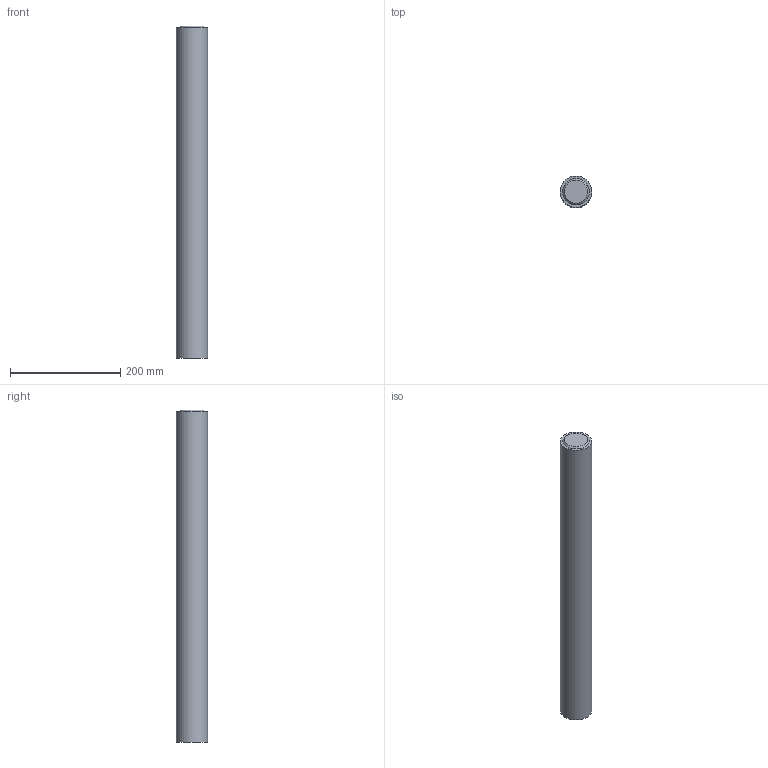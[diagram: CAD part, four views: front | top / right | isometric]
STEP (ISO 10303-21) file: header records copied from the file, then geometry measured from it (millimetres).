
FILE_DESCRIPTION(/* description */ ('This is a sample STEP configuration'),/* implementation_level */ '2;1');
FILE_NAME(/* name */ '192-20903xxxxxxxx SIMPLE.ipt_Rev_00.1.stp',/* time_stamp */ '2023-04-26T13:59:38+02:00',/* author */ ('powerJobs'),/* organization */ ('coolOrange'),/* preprocessor_version */ 'ST-DEVELOPER v19.2',/* originating_system */ 'Autodesk Inventor 2023',/* authorisation */ '');
FILE_SCHEMA (('AUTOMOTIVE_DESIGN { 1 0 10303 214 3 1 1 }'));
Length unit declared in the file: millimetre
Products named in the file (1): ENG000025861
Bounding box: 57 x 57 x 603 mm (x, y, z)
Volume: 1497451.8 mm3; surface area: 115468.1 mm2
Topology: 1 solids, 1 shells, 9 faces, 14 edges, 9 vertices
Faces by surface type: plane 4, cone 3, cylinder 2
Full cylindrical faces by diameter (mm): 40 x1, 57 x1
Entity records: 252 total; most frequent: DIRECTION 43, CARTESIAN_POINT 33, ORIENTED_EDGE 28, AXIS2_PLACEMENT_3D 19, EDGE_CURVE 14, EDGE_LOOP 11, FACE_OUTER_BOUND 9, CIRCLE 9
